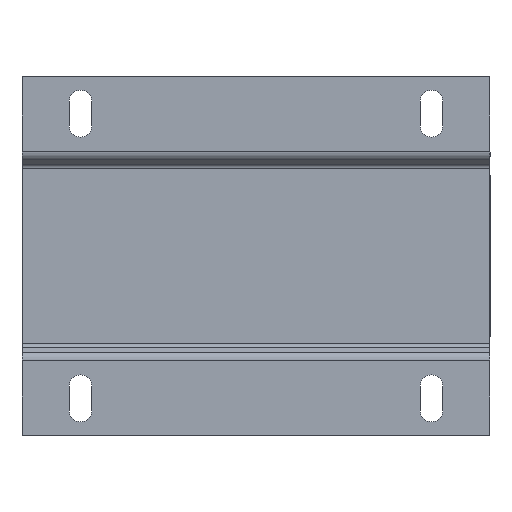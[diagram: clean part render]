
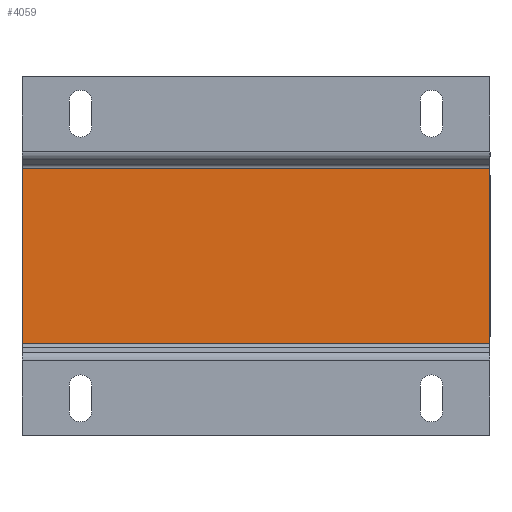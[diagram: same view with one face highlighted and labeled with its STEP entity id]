
A CAD part, front view. The second image highlights one B-rep face of the part: STEP entity #4059.
In plain terms, the highlighted planar face has unit normal (0, -1, 0).
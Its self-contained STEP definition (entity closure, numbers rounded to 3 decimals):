
#86 = VECTOR ( 'NONE', #1244, 1000. ) ;
#132 = CARTESIAN_POINT ( 'NONE',  ( -60., -51.5, 22.5 ) ) ;
#231 = LINE ( 'NONE', #5245, #7396 ) ;
#448 = DIRECTION ( 'NONE',  ( 1., 0., 0. ) ) ;
#718 = EDGE_CURVE ( 'Defeature ausgef�hrt1_87+Defeature ausgef�hrt1_90+Defeature ausgef�hrt1_95+Defeature ausgef�hrt1_108', #4075, #3705, #5624, .T. ) ;
#1196 = CARTESIAN_POINT ( 'NONE',  ( 60., -51.5, 22.5 ) ) ;
#1244 = DIRECTION ( 'NONE',  ( 0., 0., -1. ) ) ;
#1256 = DIRECTION ( 'NONE',  ( 1., 0., 0. ) ) ;
#1448 = DIRECTION ( 'NONE',  ( 0., 1., 0. ) ) ;
#1830 = DIRECTION ( 'NONE',  ( 0., 0., 1. ) ) ;
#1959 = CARTESIAN_POINT ( 'NONE',  ( -60., -51.5, -22.5 ) ) ;
#1973 = CARTESIAN_POINT ( 'NONE',  ( 0., -51.5, 22.5 ) ) ;
#2215 = AXIS2_PLACEMENT_3D ( 'NONE', #6954, #1448, #6279 ) ;
#2730 = LINE ( 'NONE', #1973, #3604 ) ;
#2820 = VERTEX_POINT ( 'NONE', #1196 ) ;
#3604 = VECTOR ( 'NONE', #1256, 1000. ) ;
#3705 = VERTEX_POINT ( 'NONE', #132 ) ;
#3955 = ORIENTED_EDGE ( 'NONE', *, *, #7692, .F. ) ;
#4059 = ADVANCED_FACE ( 'Defeature ausgef�hrt1_90', ( #5279 ), #8849, .F. ) ;
#4075 = VERTEX_POINT ( 'NONE', #1959 ) ;
#4239 = EDGE_LOOP ( 'NONE', ( #3955, #6060, #7412, #8567 ) ) ;
#4755 = VECTOR ( 'NONE', #1830, 1000. ) ;
#5245 = CARTESIAN_POINT ( 'NONE',  ( 0., -51.5, -22.5 ) ) ;
#5279 = FACE_OUTER_BOUND ( 'NONE', #4239, .T. ) ;
#5624 = LINE ( 'NONE', #5884, #4755 ) ;
#5884 = CARTESIAN_POINT ( 'NONE',  ( -60., -51.5, -46. ) ) ;
#6060 = ORIENTED_EDGE ( 'NONE', *, *, #718, .F. ) ;
#6119 = CARTESIAN_POINT ( 'NONE',  ( 60., -51.5, -22.5 ) ) ;
#6264 = VERTEX_POINT ( 'NONE', #6119 ) ;
#6279 = DIRECTION ( 'NONE',  ( -1., 0., 0. ) ) ;
#6909 = EDGE_CURVE ( 'Defeature ausgef�hrt1_89+Defeature ausgef�hrt1_90+Defeature ausgef�hrt1_109+Defeature ausgef�hrt1_96', #2820, #6264, #8227, .T. ) ;
#6954 = CARTESIAN_POINT ( 'NONE',  ( 0., -51.5, 0. ) ) ;
#7396 = VECTOR ( 'NONE', #448, 1000. ) ;
#7412 = ORIENTED_EDGE ( 'NONE', *, *, #7635, .T. ) ;
#7635 = EDGE_CURVE ( 'Defeature ausgef�hrt1_90+Defeature ausgef�hrt1_97+Defeature ausgef�hrt1_87+Defeature ausgef�hrt1_89', #4075, #6264, #231, .T. ) ;
#7692 = EDGE_CURVE ( 'Defeature ausgef�hrt1_110+Defeature ausgef�hrt1_90+Defeature ausgef�hrt1_108+Defeature ausgef�hrt1_109', #3705, #2820, #2730, .T. ) ;
#8227 = LINE ( 'NONE', #8879, #86 ) ;
#8567 = ORIENTED_EDGE ( 'NONE', *, *, #6909, .F. ) ;
#8849 = PLANE ( 'NONE',  #2215 ) ;
#8879 = CARTESIAN_POINT ( 'NONE',  ( 60., -51.5, -46. ) ) ;
